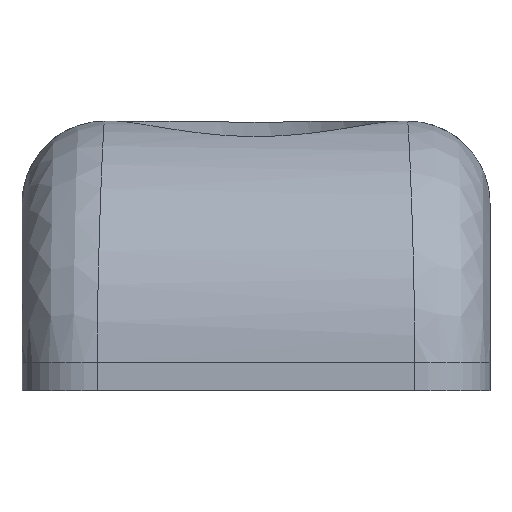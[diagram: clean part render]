
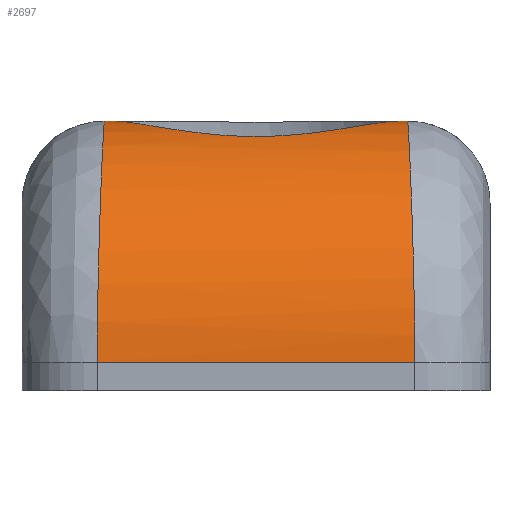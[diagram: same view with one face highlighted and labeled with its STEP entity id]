
A CAD part, front view. The second image highlights one B-rep face of the part: STEP entity #2697.
In plain terms, the highlighted cylindrical face has radius 8.5 mm (diameter 17 mm), a partial arc.
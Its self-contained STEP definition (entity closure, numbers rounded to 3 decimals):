
#65=CYLINDRICAL_SURFACE('',#2870,8.5);
#168=LINE('',#5444,#342);
#169=LINE('',#5445,#343);
#170=LINE('',#5446,#344);
#342=VECTOR('',#3288,10.);
#343=VECTOR('',#3289,10.);
#344=VECTOR('',#3290,10.);
#555=FACE_OUTER_BOUND('',#719,.T.);
#719=EDGE_LOOP('',(#1961,#1962,#1963,#1964,#1965,#1966));
#1018=B_SPLINE_CURVE_WITH_KNOTS('',3,(#5320,#5321,#5322,#5323,#5324,#5325,
#5326,#5327),.UNSPECIFIED.,.F.,.F.,(4,1,1,1,1,4),(0.,0.143,
0.429,0.714,0.857,1.),.UNSPECIFIED.);
#1021=B_SPLINE_CURVE_WITH_KNOTS('',3,(#5407,#5408,#5409,#5410,#5411,#5412,
#5413,#5414),.UNSPECIFIED.,.F.,.F.,(4,1,1,1,1,4),(0.,0.143,
0.286,0.571,0.857,1.),.UNSPECIFIED.);
#1022=B_SPLINE_CURVE_WITH_KNOTS('',3,(#5425,#5426,#5427,#5428,#5429,#5430,
#5431,#5432,#5433,#5434,#5435,#5436,#5437,#5438,#5439,#5440,#5441,#5442,
#5443),.UNSPECIFIED.,.F.,.F.,(4,2,2,2,3,2,2,2,4),(3.191,3.26,
3.361,3.571,3.781,3.991,4.201,
4.301,4.371),.UNSPECIFIED.);
#1169=VERTEX_POINT('',#5318);
#1170=VERTEX_POINT('',#5319);
#1177=VERTEX_POINT('',#5404);
#1178=VERTEX_POINT('',#5406);
#1181=VERTEX_POINT('',#5423);
#1182=VERTEX_POINT('',#5424);
#1467=EDGE_CURVE('',#1169,#1170,#1018,.F.);
#1476=EDGE_CURVE('',#1178,#1177,#1021,.F.);
#1481=EDGE_CURVE('',#1181,#1182,#1022,.T.);
#1482=EDGE_CURVE('',#1182,#1178,#168,.T.);
#1483=EDGE_CURVE('',#1177,#1169,#169,.T.);
#1484=EDGE_CURVE('',#1170,#1181,#170,.T.);
#1961=ORIENTED_EDGE('',*,*,#1481,.T.);
#1962=ORIENTED_EDGE('',*,*,#1482,.T.);
#1963=ORIENTED_EDGE('',*,*,#1476,.T.);
#1964=ORIENTED_EDGE('',*,*,#1483,.T.);
#1965=ORIENTED_EDGE('',*,*,#1467,.T.);
#1966=ORIENTED_EDGE('',*,*,#1484,.T.);
#2697=ADVANCED_FACE('',(#555),#65,.T.);
#2870=AXIS2_PLACEMENT_3D('',#5422,#3286,#3287);
#3286=DIRECTION('center_axis',(1.,0.,0.));
#3287=DIRECTION('ref_axis',(0.,-0.707,0.707));
#3288=DIRECTION('',(-1.,0.,0.));
#3289=DIRECTION('',(1.,0.,0.));
#3290=DIRECTION('',(-1.,0.,0.));
#5318=CARTESIAN_POINT('',(5.6,-11.6,-7.));
#5319=CARTESIAN_POINT('',(5.35,-3.1,1.5));
#5320=CARTESIAN_POINT('Ctrl Pts',(5.35,-3.1,1.5));
#5321=CARTESIAN_POINT('Ctrl Pts',(5.35,-3.686,1.5));
#5322=CARTESIAN_POINT('Ctrl Pts',(5.365,-5.492,1.333));
#5323=CARTESIAN_POINT('Ctrl Pts',(5.445,-8.659,-0.116));
#5324=CARTESIAN_POINT('Ctrl Pts',(5.54,-10.756,-2.924));
#5325=CARTESIAN_POINT('Ctrl Pts',(5.59,-11.489,-5.3));
#5326=CARTESIAN_POINT('Ctrl Pts',(5.6,-11.6,-6.439));
#5327=CARTESIAN_POINT('Ctrl Pts',(5.6,-11.6,-7.));
#5404=CARTESIAN_POINT('',(-5.6,-11.6,-7.));
#5406=CARTESIAN_POINT('',(-5.35,-3.1,1.5));
#5407=CARTESIAN_POINT('Ctrl Pts',(-5.6,-11.6,-7.));
#5408=CARTESIAN_POINT('Ctrl Pts',(-5.6,-11.6,-6.439));
#5409=CARTESIAN_POINT('Ctrl Pts',(-5.59,-11.489,-5.3));
#5410=CARTESIAN_POINT('Ctrl Pts',(-5.54,-10.756,-2.924));
#5411=CARTESIAN_POINT('Ctrl Pts',(-5.445,-8.659,-0.116));
#5412=CARTESIAN_POINT('Ctrl Pts',(-5.365,-5.492,1.333));
#5413=CARTESIAN_POINT('Ctrl Pts',(-5.35,-3.686,1.5));
#5414=CARTESIAN_POINT('Ctrl Pts',(-5.35,-3.1,1.5));
#5422=CARTESIAN_POINT('Origin',(4.125,-3.1,-7.));
#5423=CARTESIAN_POINT('',(5.095,-3.1,1.5));
#5424=CARTESIAN_POINT('',(-5.095,-3.1,1.5));
#5425=CARTESIAN_POINT('Ctrl Pts',(5.095,-3.1,1.5));
#5426=CARTESIAN_POINT('Ctrl Pts',(4.969,-3.308,1.5));
#5427=CARTESIAN_POINT('Ctrl Pts',(4.826,-3.517,1.492));
#5428=CARTESIAN_POINT('Ctrl Pts',(4.449,-4.005,1.457));
#5429=CARTESIAN_POINT('Ctrl Pts',(4.201,-4.273,1.422));
#5430=CARTESIAN_POINT('Ctrl Pts',(3.448,-4.972,1.305));
#5431=CARTESIAN_POINT('Ctrl Pts',(2.818,-5.387,1.192));
#5432=CARTESIAN_POINT('Ctrl Pts',(1.444,-5.938,1.018));
#5433=CARTESIAN_POINT('Ctrl Pts',(0.7,-6.074,0.963));
#5434=CARTESIAN_POINT('Ctrl Pts',(0.,-6.074,0.963));
#5435=CARTESIAN_POINT('Ctrl Pts',(-0.7,-6.074,
0.963));
#5436=CARTESIAN_POINT('Ctrl Pts',(-1.444,-5.938,1.018));
#5437=CARTESIAN_POINT('Ctrl Pts',(-2.818,-5.387,1.192));
#5438=CARTESIAN_POINT('Ctrl Pts',(-3.448,-4.972,1.305));
#5439=CARTESIAN_POINT('Ctrl Pts',(-4.201,-4.273,1.422));
#5440=CARTESIAN_POINT('Ctrl Pts',(-4.449,-4.005,1.457));
#5441=CARTESIAN_POINT('Ctrl Pts',(-4.826,-3.517,1.492));
#5442=CARTESIAN_POINT('Ctrl Pts',(-4.969,-3.308,1.5));
#5443=CARTESIAN_POINT('Ctrl Pts',(-5.095,-3.1,1.5));
#5444=CARTESIAN_POINT('',(4.125,-3.1,1.5));
#5445=CARTESIAN_POINT('',(4.125,-11.6,-7.));
#5446=CARTESIAN_POINT('',(4.125,-3.1,1.5));
